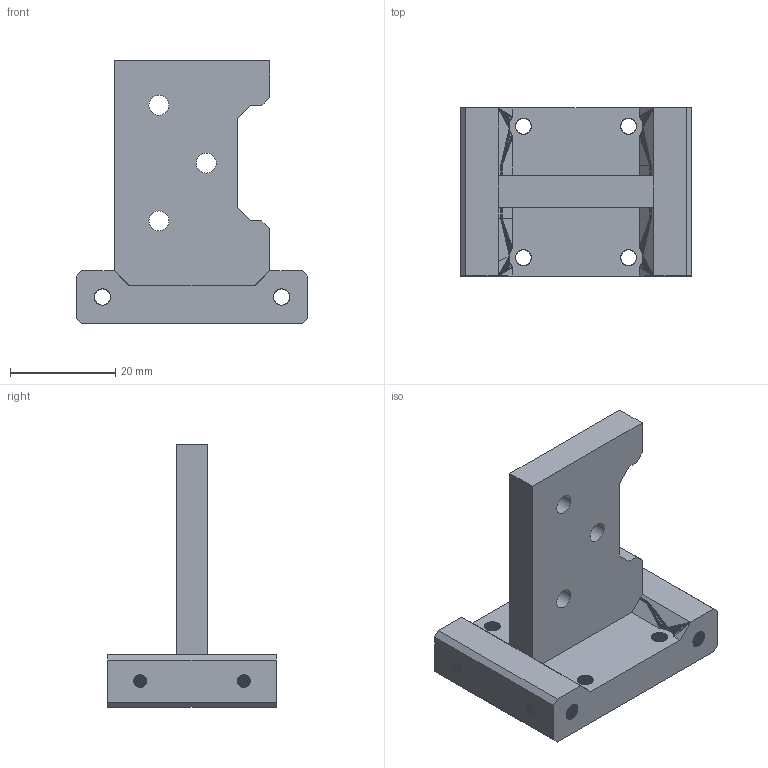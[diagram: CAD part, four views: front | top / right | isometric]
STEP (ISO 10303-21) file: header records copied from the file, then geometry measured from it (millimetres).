
FILE_DESCRIPTION(/* description */ (''),/* implementation_level */ '2;1');
FILE_NAME(/* name */ 'RatRig - EVA - top_dragchain.step',/* time_stamp */ '2020-07-27T19:18:14+02:00',/* author */ (''),/* organization */ (''),/* preprocessor_version */ 'ST-DEVELOPER v18.1',/* originating_system */ 'Autodesk Translation Framework v9.3.0.1241',/* authorisation */ '');
FILE_SCHEMA (('AUTOMOTIVE_DESIGN { 1 0 10303 214 3 1 1 }'));
Products named in the file (1): RatRig - EVA - top_dragchain
Bounding box: 44.1 x 32 x 50 mm (x, y, z)
Volume: 17320.8 mm3; surface area: 8025.4 mm2
Topology: 1 solids, 1 shells, 2963 faces, 6233 edges, 3273 vertices
Faces by surface type: plane 2960, cylinder 3
Full cylindrical faces by diameter (mm): 3.8 x3
Entity records: 73974 total; most frequent: CARTESIAN_POINT 12470, ORIENTED_EDGE 12466, DIRECTION 12167, EDGE_CURVE 6233, LINE 6227, VECTOR 6227, VERTEX_POINT 3273, EDGE_LOOP 2986
